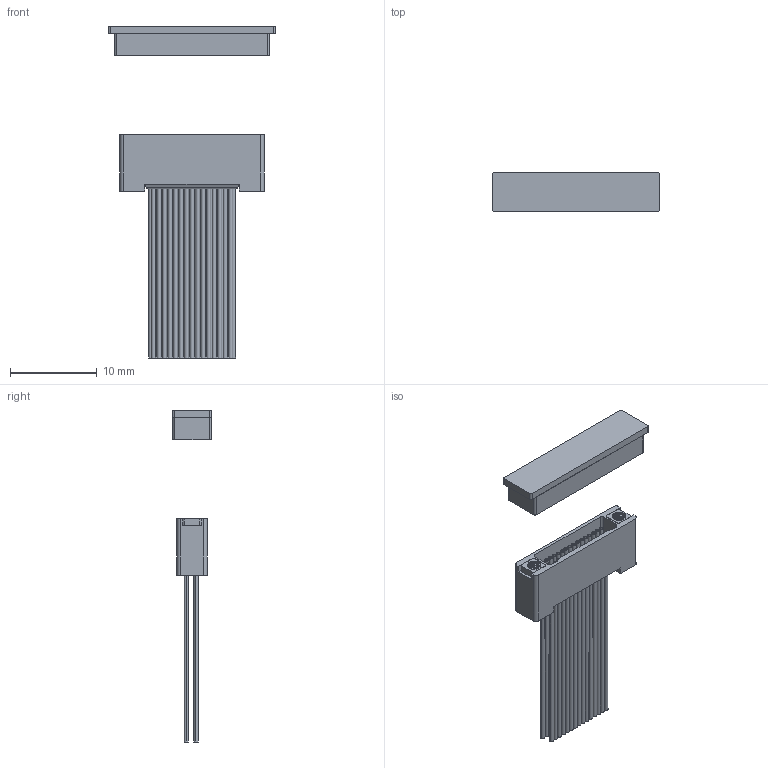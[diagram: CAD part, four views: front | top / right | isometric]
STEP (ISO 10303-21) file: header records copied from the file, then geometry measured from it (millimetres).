
FILE_DESCRIPTION((''),'2;1');
FILE_NAME('FWMD0-S0310300-001_ASM','2024-10-24T',('gongcheng6'),(''),'PRO/ENGINEER BY PARAMETRIC TECHNOLOGY CORPORATION, 2010280','PRO/ENGINEER BY PARAMETRIC TECHNOLOGY CORPORATION, 2010280','');
FILE_SCHEMA(('CONFIG_CONTROL_DESIGN'));
Length unit declared in the file: millimetre
Products named in the file (6): PRODUCT_10174; PRODUCT_7118; FWMD0-S0310300-001-14920; FWMD0-S0310300-001-8432_ASM; _FWMD0-S0310300-001; FWMD0-S0310300-001_ASM
Assembly tree (6 placements, depth 3):
  FWMD0-S0310300-001_ASM
    FWMD0-S0310300-001-8432_ASM
      PRODUCT_10174  x2
      PRODUCT_7118
      FWMD0-S0310300-001-14920
    _FWMD0-S0310300-001
Bounding box: 19.22 x 4.5 x 38.21 mm (x, y, z)
Volume: 492.4 mm3; surface area: 2176.5 mm2
Topology: 4 solids, 4 shells, 541 faces, 1302 edges, 852 vertices
Faces by surface type: cylinder 336, plane 163, bspline 20, cone 14, torus 8
Entity records: 24364 total; most frequent: CARTESIAN_POINT 13004, DIRECTION 2492, ORIENTED_EDGE 2230, EDGE_CURVE 1115, AXIS2_PLACEMENT_3D 1017, VERTEX_POINT 728, EDGE_LOOP 563, CIRCLE 544
